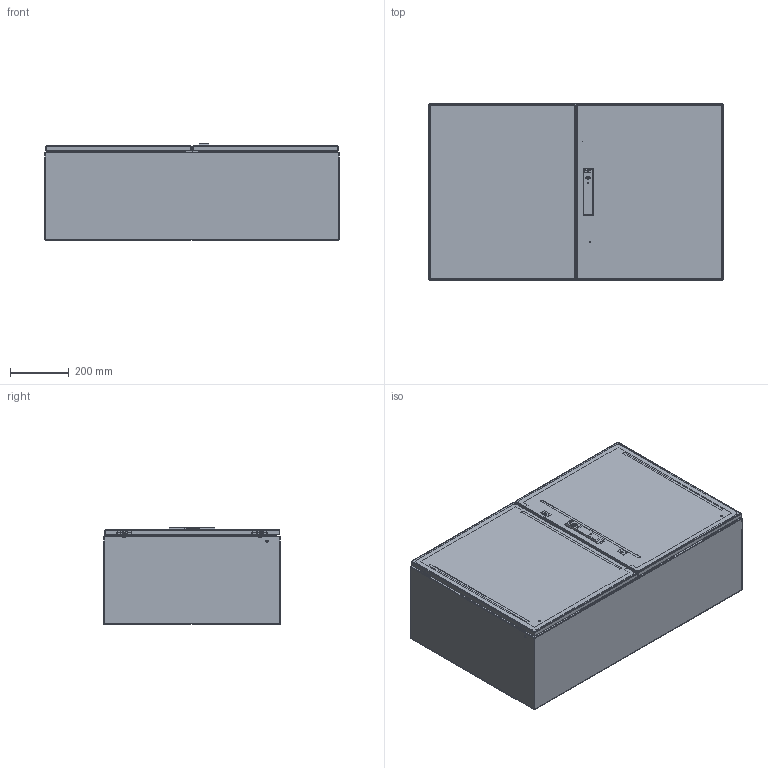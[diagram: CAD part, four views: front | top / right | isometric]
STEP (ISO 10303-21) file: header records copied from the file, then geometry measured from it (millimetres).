
FILE_DESCRIPTION((''),'2;1');
FILE_NAME('EAV6869901_ASM','2016-11-09T',('AY11870'),('Schneider-Electric'),'PRO/ENGINEER BY PARAMETRIC TECHNOLOGY CORPORATION, 2015440','PRO/ENGINEER BY PARAMETRIC TECHNOLOGY CORPORATION, 2015440','');
FILE_SCHEMA(('CONFIG_CONTROL_DESIGN'));
Length unit declared in the file: millimetre
Products named in the file (41): 2302061701; 280226000101; 8250006312; EAV6874101_ASM; 5101200000; 2802220101; 380013000101; 2860240001; 520028000001; 350054000101; 3402210000; EAV6876601; PUERTA-DER_610; 2802230001; 2801960001; 5100570000; 5200270014M; EAV6976901; EAV6876101_ASM; 530534000101; 530585000101; 2802000001; 5305230001; 8130005021; 5305300001; 5305320001; 5360190000; 2801770101; 530496000103_MIG33_AF1; 112101_MIG33_AF1; 530496000102_MIG33; 530496000104_MIG33_AF1; EAV6948101; EAV6948201; EAV6947901_ASM; EAV6875101_ASM; EAV6877501; 1330000411_CRSX-610; 2409030000; EAV6877101_ASM ...
Assembly tree (78 placements, depth 4):
  EAV6869901_ASM
    EAV6874101_ASM
      2302061701
      280226000101  x4
      8250006312  x2
    5101200000  x4
    2802220101  x4
    380013000101  x4
    2860240001  x4
    520028000001  x4
    350054000101  x2
    3402210000  x2
    EAV6875101_ASM
      EAV6876101_ASM
        EAV6876601
        PUERTA-DER_610
        2802230001
        2801960001  x2
        5100570000  x2
        5200270014M  x2
        EAV6976901  x2
      530534000101  x2
      530585000101  x2
      2802000001  x2
      5305230001
      8130005021  x2
      5305300001
      5305320001
      5360190000
      2801770101
      EAV6947901_ASM
        530496000103_MIG33_AF1
        112101_MIG33_AF1
        530496000102_MIG33
        530496000104_MIG33_AF1
        EAV6948101
        EAV6948201
    EAV6877101_ASM
      EAV6877501
      PUERTA-DER_610
      1330000411_CRSX-610
      2802230001
      5100570000  x2
      2409030000  x2
      5200270014M  x2
      EAV6976901  x2
Bounding box: 1000 x 600 x 329.5 mm (x, y, z)
Volume: 4069124.7 mm3; surface area: 5080458.8 mm2
Topology: 73 solids, 93 shells, 3182 faces, 7751 edges, 4727 vertices
Faces by surface type: plane 1630, cylinder 1007, cone 244, sphere 142, torus 83, bspline 76
Entity records: 54608 total; most frequent: CARTESIAN_POINT 12941, DIRECTION 8745, ORIENTED_EDGE 8290, EDGE_CURVE 4162, AXIS2_PLACEMENT_3D 3059, VECTOR 2627, LINE 2627, VERTEX_POINT 2587
